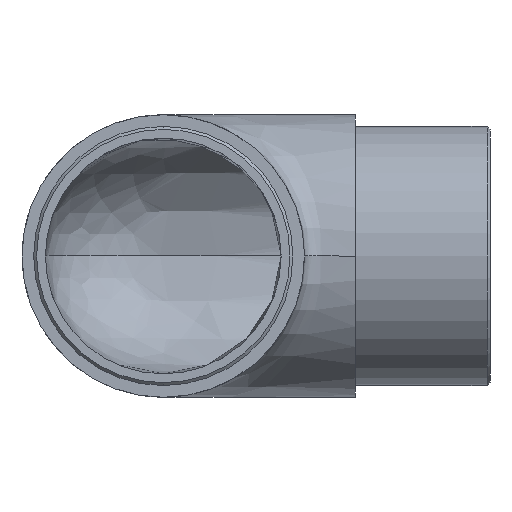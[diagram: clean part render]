
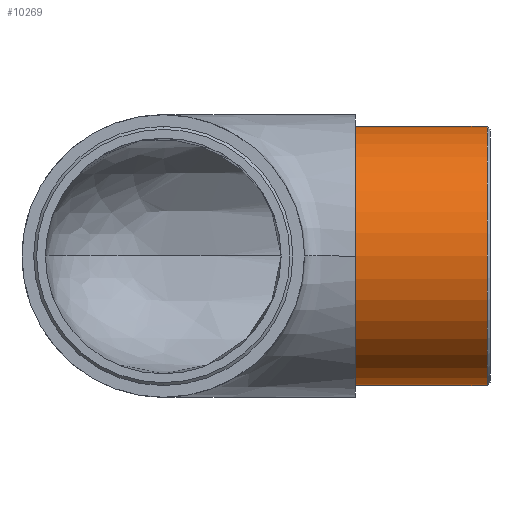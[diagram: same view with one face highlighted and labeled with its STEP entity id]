
A CAD part, left-side view. The second image highlights one B-rep face of the part: STEP entity #10269.
In plain terms, the highlighted cylindrical face has radius 22.15 mm (diameter 44.3 mm), a partial arc.
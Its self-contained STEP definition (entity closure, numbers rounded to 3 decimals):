
#51 = LINE ( 'NONE', #10446, #1886 ) ;
#266 = ORIENTED_EDGE ( 'NONE', *, *, #10632, .T. ) ;
#683 = DIRECTION ( 'NONE',  ( 0., 1., 0. ) ) ;
#973 = VERTEX_POINT ( 'NONE', #9424 ) ;
#1462 = CARTESIAN_POINT ( 'NONE',  ( -24.15, -23., 0. ) ) ;
#1696 = DIRECTION ( 'NONE',  ( 0., 0., -1. ) ) ;
#1886 = VECTOR ( 'NONE', #683, 1000. ) ;
#2559 = EDGE_CURVE ( 'NONE', #4811, #10022, #4139, .T. ) ;
#2925 = DIRECTION ( 'NONE',  ( 0., 0., 1. ) ) ;
#2962 = CARTESIAN_POINT ( 'NONE',  ( -24.15, -22.5, 22.15 ) ) ;
#3265 = ORIENTED_EDGE ( 'NONE', *, *, #2559, .T. ) ;
#3396 = DIRECTION ( 'NONE',  ( 0., 1., 0. ) ) ;
#3596 = AXIS2_PLACEMENT_3D ( 'NONE', #10589, #6377, #1696 ) ;
#4139 = CIRCLE ( 'NONE', #3596, 22.15 ) ;
#4164 = EDGE_CURVE ( 'NONE', #4811, #9083, #51, .T. ) ;
#4212 = FACE_OUTER_BOUND ( 'NONE', #4229, .T. ) ;
#4229 = EDGE_LOOP ( 'NONE', ( #7950, #3265, #266, #5632 ) ) ;
#4270 = DIRECTION ( 'NONE',  ( 0., 0., 1. ) ) ;
#4811 = VERTEX_POINT ( 'NONE', #6361 ) ;
#5034 = DIRECTION ( 'NONE',  ( 0., 1., 0. ) ) ;
#5492 = CARTESIAN_POINT ( 'NONE',  ( -24.15, 0., 0. ) ) ;
#5632 = ORIENTED_EDGE ( 'NONE', *, *, #8053, .T. ) ;
#6361 = CARTESIAN_POINT ( 'NONE',  ( -24.15, -22.5, -22.15 ) ) ;
#6377 = DIRECTION ( 'NONE',  ( 0., 1., 0. ) ) ;
#6596 = DIRECTION ( 'NONE',  ( 0., -1., 0. ) ) ;
#7950 = ORIENTED_EDGE ( 'NONE', *, *, #4164, .F. ) ;
#8053 = EDGE_CURVE ( 'NONE', #973, #9083, #9927, .T. ) ;
#8929 = VECTOR ( 'NONE', #3396, 1000. ) ;
#9083 = VERTEX_POINT ( 'NONE', #9502 ) ;
#9201 = AXIS2_PLACEMENT_3D ( 'NONE', #5492, #6596, #2925 ) ;
#9424 = CARTESIAN_POINT ( 'NONE',  ( -24.15, 0., 22.15 ) ) ;
#9502 = CARTESIAN_POINT ( 'NONE',  ( -24.15, 0., -22.15 ) ) ;
#9927 = CIRCLE ( 'NONE', #9201, 22.15 ) ;
#10022 = VERTEX_POINT ( 'NONE', #2962 ) ;
#10269 = ADVANCED_FACE ( 'NONE', ( #4212 ), #10348, .T. ) ;
#10348 = CYLINDRICAL_SURFACE ( 'NONE', #10996, 22.15 ) ;
#10409 = LINE ( 'NONE', #10534, #8929 ) ;
#10446 = CARTESIAN_POINT ( 'NONE',  ( -24.15, -23., -22.15 ) ) ;
#10534 = CARTESIAN_POINT ( 'NONE',  ( -24.15, -23., 22.15 ) ) ;
#10589 = CARTESIAN_POINT ( 'NONE',  ( -24.15, -22.5, 0. ) ) ;
#10632 = EDGE_CURVE ( 'NONE', #10022, #973, #10409, .T. ) ;
#10996 = AXIS2_PLACEMENT_3D ( 'NONE', #1462, #5034, #4270 ) ;
